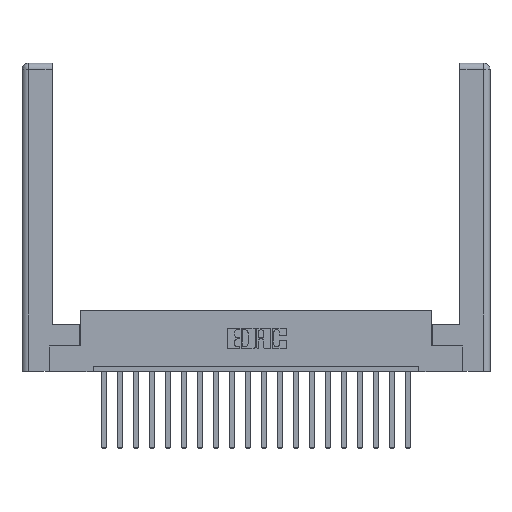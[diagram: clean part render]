
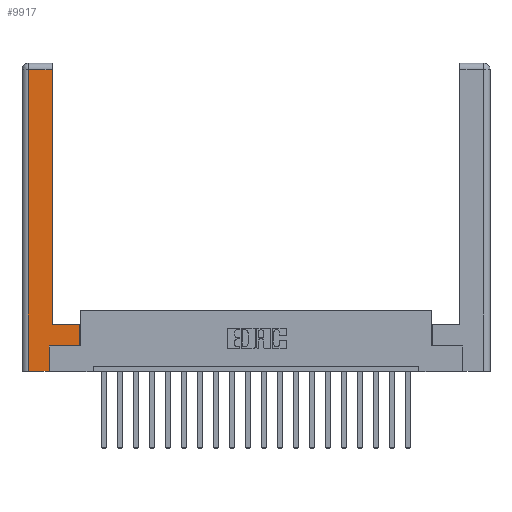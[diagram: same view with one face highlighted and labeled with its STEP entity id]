
A CAD part, top view. The second image highlights one B-rep face of the part: STEP entity #9917.
In plain terms, the highlighted planar face has unit normal (0, 0, 1).
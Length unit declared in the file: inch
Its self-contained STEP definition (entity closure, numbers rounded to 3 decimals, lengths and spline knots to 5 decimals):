
#365 = CARTESIAN_POINT ( 'NONE',  ( 0.295, 3., 0. ) ) ;
#689 = DIRECTION ( 'NONE',  ( 1., 0., 0. ) ) ;
#1062 = VECTOR ( 'NONE', #13760, 39.37008 ) ;
#2431 = VECTOR ( 'NONE', #16472, 39.37008 ) ;
#2630 = CARTESIAN_POINT ( 'NONE',  ( 0.565, 0.45, 0. ) ) ;
#2911 = VERTEX_POINT ( 'NONE', #2630 ) ;
#2914 = LINE ( 'NONE', #5573, #2431 ) ;
#3262 = ORIENTED_EDGE ( 'NONE', *, *, #14053, .T. ) ;
#4224 = DIRECTION ( 'NONE',  ( -1., 0., 0. ) ) ;
#4278 = VERTEX_POINT ( 'NONE', #15749 ) ;
#4391 = CARTESIAN_POINT ( 'NONE',  ( 0.265, 0.245, 0. ) ) ;
#4677 = LINE ( 'NONE', #14050, #7120 ) ;
#4878 = DIRECTION ( 'NONE',  ( 0., 1., 0. ) ) ;
#4963 = CARTESIAN_POINT ( 'NONE',  ( 0.295, 0.45, 0. ) ) ;
#5328 = VECTOR ( 'NONE', #19567, 39.37008 ) ;
#5573 = CARTESIAN_POINT ( 'NONE',  ( 0.265, 0., 0. ) ) ;
#5728 = CARTESIAN_POINT ( 'NONE',  ( 0.295, 0.45, 0. ) ) ;
#6576 = EDGE_CURVE ( 'NONE', #15347, #7607, #18993, .T. ) ;
#6728 = ORIENTED_EDGE ( 'NONE', *, *, #19313, .T. ) ;
#6749 = EDGE_CURVE ( 'NONE', #11918, #15819, #12910, .T. ) ;
#6751 = LINE ( 'NONE', #4963, #14089 ) ;
#6826 = EDGE_LOOP ( 'NONE', ( #13397, #15835, #9822, #16118, #6728, #11845, #9853, #3262 ) ) ;
#7120 = VECTOR ( 'NONE', #7690, 39.37008 ) ;
#7431 = EDGE_CURVE ( 'NONE', #4278, #15586, #12649, .T. ) ;
#7607 = VERTEX_POINT ( 'NONE', #12912 ) ;
#7690 = DIRECTION ( 'NONE',  ( 0., 1., 0. ) ) ;
#8710 = PLANE ( 'NONE',  #11556 ) ;
#9822 = ORIENTED_EDGE ( 'NONE', *, *, #7431, .T. ) ;
#9853 = ORIENTED_EDGE ( 'NONE', *, *, #16646, .T. ) ;
#9917 = ADVANCED_FACE ( 'NONE', ( #18394 ), #8710, .F. ) ;
#11556 = AXIS2_PLACEMENT_3D ( 'NONE', #16699, #13597, #4224 ) ;
#11638 = VECTOR ( 'NONE', #689, 39.37008 ) ;
#11845 = ORIENTED_EDGE ( 'NONE', *, *, #6749, .T. ) ;
#11918 = VERTEX_POINT ( 'NONE', #17763 ) ;
#12648 = EDGE_CURVE ( 'NONE', #15586, #17995, #2914, .T. ) ;
#12649 = LINE ( 'NONE', #18209, #5328 ) ;
#12910 = LINE ( 'NONE', #13134, #11638 ) ;
#12912 = CARTESIAN_POINT ( 'NONE',  ( 0.295, 2.94, 0. ) ) ;
#13134 = CARTESIAN_POINT ( 'NONE',  ( 0.565, 0.245, 0. ) ) ;
#13397 = ORIENTED_EDGE ( 'NONE', *, *, #6576, .T. ) ;
#13597 = DIRECTION ( 'NONE',  ( 0., 0., -1. ) ) ;
#13700 = CARTESIAN_POINT ( 'NONE',  ( 0.565, 0.245, 0. ) ) ;
#13760 = DIRECTION ( 'NONE',  ( -1., 0., 0. ) ) ;
#13886 = CARTESIAN_POINT ( 'NONE',  ( 0.265, 0., 0. ) ) ;
#14050 = CARTESIAN_POINT ( 'NONE',  ( 0.565, 0.45, 0. ) ) ;
#14053 = EDGE_CURVE ( 'NONE', #2911, #15347, #6751, .T. ) ;
#14089 = VECTOR ( 'NONE', #18810, 39.37008 ) ;
#15280 = EDGE_CURVE ( 'NONE', #7607, #4278, #17421, .T. ) ;
#15296 = DIRECTION ( 'NONE',  ( 0., 1., 0. ) ) ;
#15347 = VERTEX_POINT ( 'NONE', #5728 ) ;
#15586 = VERTEX_POINT ( 'NONE', #18990 ) ;
#15749 = CARTESIAN_POINT ( 'NONE',  ( 0.0615, 2.94, 0. ) ) ;
#15819 = VERTEX_POINT ( 'NONE', #13700 ) ;
#15835 = ORIENTED_EDGE ( 'NONE', *, *, #15280, .T. ) ;
#16118 = ORIENTED_EDGE ( 'NONE', *, *, #12648, .T. ) ;
#16472 = DIRECTION ( 'NONE',  ( 1., 0., 0. ) ) ;
#16646 = EDGE_CURVE ( 'NONE', #15819, #2911, #4677, .T. ) ;
#16699 = CARTESIAN_POINT ( 'NONE',  ( 0., 0., 0. ) ) ;
#17421 = LINE ( 'NONE', #18494, #1062 ) ;
#17763 = CARTESIAN_POINT ( 'NONE',  ( 0.265, 0.245, 0. ) ) ;
#17933 = VECTOR ( 'NONE', #15296, 39.37008 ) ;
#17995 = VERTEX_POINT ( 'NONE', #13886 ) ;
#18209 = CARTESIAN_POINT ( 'NONE',  ( 0.0615, 0., 0. ) ) ;
#18394 = FACE_OUTER_BOUND ( 'NONE', #6826, .T. ) ;
#18494 = CARTESIAN_POINT ( 'NONE',  ( 0.0615, 2.94, 0. ) ) ;
#18507 = VECTOR ( 'NONE', #4878, 39.37008 ) ;
#18810 = DIRECTION ( 'NONE',  ( -1., 0., 0. ) ) ;
#18913 = LINE ( 'NONE', #4391, #17933 ) ;
#18990 = CARTESIAN_POINT ( 'NONE',  ( 0.0615, 0., 0. ) ) ;
#18993 = LINE ( 'NONE', #365, #18507 ) ;
#19313 = EDGE_CURVE ( 'NONE', #17995, #11918, #18913, .T. ) ;
#19567 = DIRECTION ( 'NONE',  ( 0., -1., 0. ) ) ;
